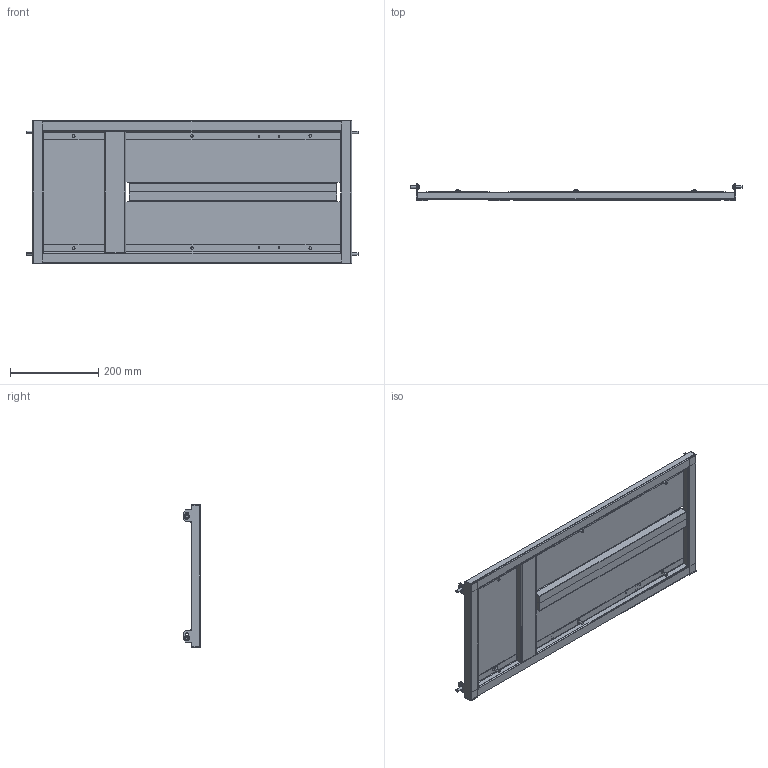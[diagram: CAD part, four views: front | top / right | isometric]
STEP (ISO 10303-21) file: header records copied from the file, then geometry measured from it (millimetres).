
FILE_DESCRIPTION (( 'STEP AP214' ), '1' );
FILE_NAME ('PBC8D400 Ïàíåëü íèæíÿÿ ñîñòàâíàÿ .step', '2020-11-05T18:42:05', ( '' ), ( '' ), 'SwSTEP 2.0', 'SolidWorks 2019', '' );
FILE_SCHEMA (( 'AUTOMOTIVE_DESIGN' ));
Length unit declared in the file: millimetre
Products named in the file (29): Âèíò ñàìîíàðåçàþùèé Ì6 DIN 7516À; AVT003.06.00.02 Ïàíåëü_èçâ0041.04_08.19; AVT001.06.00.03 赶鎀鍧; AVT003.06.00.01 Óãîëîê_èçâ0136_10.20_00; AVT003.06.00.05 Ïàíåëü_èçâ0041.01_08.19; AVT003.06.01.00 冓憵_00; AVT003.06.00.04 嵕槶錼禬00; AVT003.06.00.01 Óãîëîê_èçâ0136_10.20; Ðåçèíà ïîðèñòàÿ EPDM150 20õ20 L=0.5 ÒÐÈÇÀÌ_00; Ðåçèíà ïîðèñòàÿ EPDM150 20õ20 L=0.5 ÒÐÈÇÀÌ; AVT001.06.00.03 赶鎀鍧_00; PBC8D400 Ïàíåëü íèæíÿÿ ñîñòàâíàÿ ; AVT003.06.00.04 Øâåëëåð; AVT003.06.00.05 Ïàíåëü_èçâ0041.01_08.19_00; Âèíò ñàìîíàðåçàþùèé Ì6 DIN 7516À_6å16; AVT003.06.00.02 Ïàíåëü_èçâ0041.04_08.19_00
Assembly tree (21 placements, depth 3):
  Âèíò ñàìîíàðåçàþùèé Ì6 DIN 7516À
  AVT003.06.00.02 Ïàíåëü_èçâ0041.04_08.19
  Âèíò ñàìîíàðåçàþùèé Ì6 DIN 7516À
  Âèíò ñàìîíàðåçàþùèé Ì6 DIN 7516À
  AVT001.06.00.03 赶鎀鍧
Bounding box: 752 x 40 x 323 mm (x, y, z)
Volume: 894228.9 mm3; surface area: 778064.1 mm2
Topology: 20 solids, 20 shells, 616 faces, 1554 edges, 988 vertices
Faces by surface type: plane 474, cylinder 122, sphere 20
Entity records: 8462 total; most frequent: DIRECTION 1366, CARTESIAN_POINT 1365, ORIENTED_EDGE 1324, EDGE_CURVE 662, VECTOR 540, LINE 540, AXIS2_PLACEMENT_3D 413, VERTEX_POINT 412
